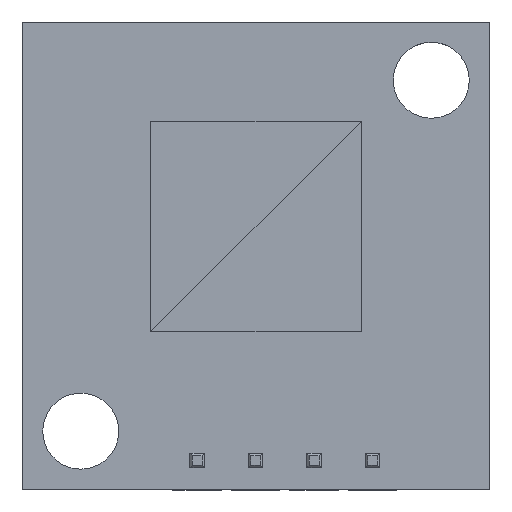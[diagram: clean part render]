
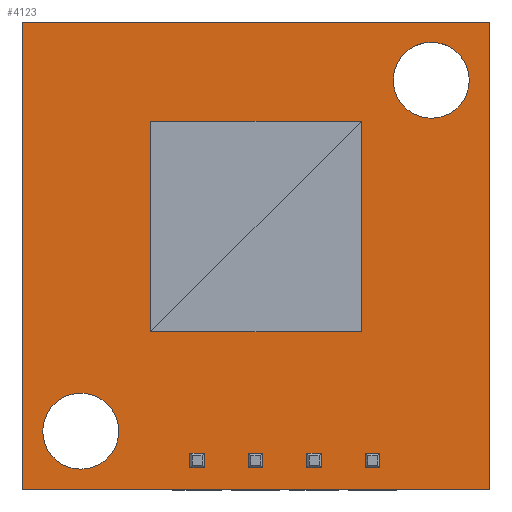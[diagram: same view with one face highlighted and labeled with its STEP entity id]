
A CAD part, top view. The second image highlights one B-rep face of the part: STEP entity #4123.
In plain terms, the highlighted planar face has unit normal (0, 0, 1).
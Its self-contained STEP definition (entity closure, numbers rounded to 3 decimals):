
#47=CIRCLE('',#4442,1.65);
#49=CIRCLE('',#4445,1.651);
#154=FACE_BOUND('',#690,.T.);
#155=FACE_BOUND('',#691,.T.);
#156=FACE_BOUND('',#692,.T.);
#157=FACE_BOUND('',#693,.T.);
#158=FACE_BOUND('',#694,.T.);
#159=FACE_BOUND('',#695,.T.);
#160=FACE_BOUND('',#696,.T.);
#401=FACE_OUTER_BOUND('',#689,.T.);
#689=EDGE_LOOP('',(#2949,#2950,#2951,#2952));
#690=EDGE_LOOP('',(#2953,#2954,#2955,#2956));
#691=EDGE_LOOP('',(#2957,#2958,#2959,#2960));
#692=EDGE_LOOP('',(#2961,#2962,#2963,#2964));
#693=EDGE_LOOP('',(#2965,#2966,#2967,#2968));
#694=EDGE_LOOP('',(#2969));
#695=EDGE_LOOP('',(#2970));
#696=EDGE_LOOP('',(#2971,#2972,#2973,#2974));
#1004=LINE('',#6326,#1439);
#1007=LINE('',#6332,#1442);
#1015=LINE('',#6348,#1450);
#1017=LINE('',#6351,#1452);
#1019=LINE('',#6358,#1454);
#1023=LINE('',#6366,#1458);
#1026=LINE('',#6372,#1461);
#1029=LINE('',#6377,#1464);
#1033=LINE('',#6394,#1468);
#1034=LINE('',#6396,#1469);
#1035=LINE('',#6398,#1470);
#1036=LINE('',#6399,#1471);
#1037=LINE('',#6402,#1472);
#1038=LINE('',#6404,#1473);
#1039=LINE('',#6406,#1474);
#1040=LINE('',#6407,#1475);
#1041=LINE('',#6410,#1476);
#1042=LINE('',#6412,#1477);
#1043=LINE('',#6414,#1478);
#1044=LINE('',#6415,#1479);
#1045=LINE('',#6418,#1480);
#1046=LINE('',#6420,#1481);
#1047=LINE('',#6422,#1482);
#1048=LINE('',#6423,#1483);
#1439=VECTOR('',#4996,9.144);
#1442=VECTOR('',#5001,9.144);
#1450=VECTOR('',#5019,9.144);
#1452=VECTOR('',#5023,9.144);
#1454=VECTOR('',#5031,1.);
#1458=VECTOR('',#5037,1.);
#1461=VECTOR('',#5042,1.);
#1464=VECTOR('',#5047,1.);
#1468=VECTOR('',#5065,10.);
#1469=VECTOR('',#5066,10.);
#1470=VECTOR('',#5067,10.);
#1471=VECTOR('',#5068,10.);
#1472=VECTOR('',#5069,10.);
#1473=VECTOR('',#5070,10.);
#1474=VECTOR('',#5071,10.);
#1475=VECTOR('',#5072,10.);
#1476=VECTOR('',#5073,10.);
#1477=VECTOR('',#5074,10.);
#1478=VECTOR('',#5075,10.);
#1479=VECTOR('',#5076,10.);
#1480=VECTOR('',#5077,10.);
#1481=VECTOR('',#5078,10.);
#1482=VECTOR('',#5079,10.);
#1483=VECTOR('',#5080,10.);
#1856=VERTEX_POINT('',#6321);
#1858=VERTEX_POINT('',#6324);
#1860=VERTEX_POINT('',#6329);
#1863=VERTEX_POINT('',#6346);
#1864=VERTEX_POINT('',#6356);
#1865=VERTEX_POINT('',#6357);
#1868=VERTEX_POINT('',#6365);
#1870=VERTEX_POINT('',#6371);
#1873=VERTEX_POINT('',#6382);
#1875=VERTEX_POINT('',#6388);
#1876=VERTEX_POINT('',#6392);
#1877=VERTEX_POINT('',#6393);
#1878=VERTEX_POINT('',#6395);
#1879=VERTEX_POINT('',#6397);
#1880=VERTEX_POINT('',#6400);
#1881=VERTEX_POINT('',#6401);
#1882=VERTEX_POINT('',#6403);
#1883=VERTEX_POINT('',#6405);
#1884=VERTEX_POINT('',#6408);
#1885=VERTEX_POINT('',#6409);
#1886=VERTEX_POINT('',#6411);
#1887=VERTEX_POINT('',#6413);
#1888=VERTEX_POINT('',#6416);
#1889=VERTEX_POINT('',#6417);
#1890=VERTEX_POINT('',#6419);
#1891=VERTEX_POINT('',#6421);
#2218=EDGE_CURVE('',#1856,#1858,#1004,.T.);
#2221=EDGE_CURVE('',#1860,#1856,#1007,.T.);
#2229=EDGE_CURVE('',#1863,#1858,#1015,.T.);
#2231=EDGE_CURVE('',#1860,#1863,#1017,.T.);
#2233=EDGE_CURVE('',#1864,#1865,#1019,.T.);
#2237=EDGE_CURVE('',#1868,#1864,#1023,.T.);
#2240=EDGE_CURVE('',#1870,#1868,#1026,.T.);
#2243=EDGE_CURVE('',#1865,#1870,#1029,.T.);
#2247=EDGE_CURVE('',#1873,#1873,#47,.T.);
#2250=EDGE_CURVE('',#1875,#1875,#49,.T.);
#2251=EDGE_CURVE('',#1876,#1877,#1033,.T.);
#2252=EDGE_CURVE('',#1877,#1878,#1034,.T.);
#2253=EDGE_CURVE('',#1878,#1879,#1035,.T.);
#2254=EDGE_CURVE('',#1879,#1876,#1036,.T.);
#2255=EDGE_CURVE('',#1880,#1881,#1037,.T.);
#2256=EDGE_CURVE('',#1881,#1882,#1038,.T.);
#2257=EDGE_CURVE('',#1882,#1883,#1039,.T.);
#2258=EDGE_CURVE('',#1883,#1880,#1040,.T.);
#2259=EDGE_CURVE('',#1884,#1885,#1041,.T.);
#2260=EDGE_CURVE('',#1885,#1886,#1042,.T.);
#2261=EDGE_CURVE('',#1886,#1887,#1043,.T.);
#2262=EDGE_CURVE('',#1887,#1884,#1044,.T.);
#2263=EDGE_CURVE('',#1888,#1889,#1045,.T.);
#2264=EDGE_CURVE('',#1889,#1890,#1046,.T.);
#2265=EDGE_CURVE('',#1890,#1891,#1047,.T.);
#2266=EDGE_CURVE('',#1891,#1888,#1048,.T.);
#2949=ORIENTED_EDGE('',*,*,#2233,.T.);
#2950=ORIENTED_EDGE('',*,*,#2243,.T.);
#2951=ORIENTED_EDGE('',*,*,#2240,.T.);
#2952=ORIENTED_EDGE('',*,*,#2237,.T.);
#2953=ORIENTED_EDGE('',*,*,#2251,.T.);
#2954=ORIENTED_EDGE('',*,*,#2252,.T.);
#2955=ORIENTED_EDGE('',*,*,#2253,.T.);
#2956=ORIENTED_EDGE('',*,*,#2254,.T.);
#2957=ORIENTED_EDGE('',*,*,#2255,.T.);
#2958=ORIENTED_EDGE('',*,*,#2256,.T.);
#2959=ORIENTED_EDGE('',*,*,#2257,.T.);
#2960=ORIENTED_EDGE('',*,*,#2258,.T.);
#2961=ORIENTED_EDGE('',*,*,#2259,.T.);
#2962=ORIENTED_EDGE('',*,*,#2260,.T.);
#2963=ORIENTED_EDGE('',*,*,#2261,.T.);
#2964=ORIENTED_EDGE('',*,*,#2262,.T.);
#2965=ORIENTED_EDGE('',*,*,#2263,.T.);
#2966=ORIENTED_EDGE('',*,*,#2264,.T.);
#2967=ORIENTED_EDGE('',*,*,#2265,.T.);
#2968=ORIENTED_EDGE('',*,*,#2266,.T.);
#2969=ORIENTED_EDGE('',*,*,#2250,.T.);
#2970=ORIENTED_EDGE('',*,*,#2247,.T.);
#2971=ORIENTED_EDGE('',*,*,#2231,.F.);
#2972=ORIENTED_EDGE('',*,*,#2221,.T.);
#2973=ORIENTED_EDGE('',*,*,#2218,.T.);
#2974=ORIENTED_EDGE('',*,*,#2229,.F.);
#3967=PLANE('',#4446);
#4123=ADVANCED_FACE('',(#401,#154,#155,#156,#157,#158,#159,#160),#3967,
 .T.);
#4442=AXIS2_PLACEMENT_3D('',#6384,#5054,#5055);
#4445=AXIS2_PLACEMENT_3D('',#6390,#5061,#5062);
#4446=AXIS2_PLACEMENT_3D('',#6391,#5063,#5064);
#4996=DIRECTION('',(0.,1.,0.));
#5001=DIRECTION('',(-1.,0.,0.));
#5019=DIRECTION('',(-1.,0.,0.));
#5023=DIRECTION('',(0.,1.,0.));
#5031=DIRECTION('',(0.,-1.,0.));
#5037=DIRECTION('',(-1.,0.,0.));
#5042=DIRECTION('',(0.,1.,0.));
#5047=DIRECTION('',(1.,0.,0.));
#5054=DIRECTION('center_axis',(0.,0.,-1.));
#5055=DIRECTION('ref_axis',(-1.,0.,0.));
#5061=DIRECTION('center_axis',(0.,0.,-1.));
#5062=DIRECTION('ref_axis',(-1.,0.,0.));
#5063=DIRECTION('center_axis',(0.,0.,1.));
#5064=DIRECTION('ref_axis',(-1.,0.,0.));
#5065=DIRECTION('',(1.,0.,0.));
#5066=DIRECTION('',(0.,-1.,0.));
#5067=DIRECTION('',(-1.,0.,0.));
#5068=DIRECTION('',(0.,1.,0.));
#5069=DIRECTION('',(1.,0.,0.));
#5070=DIRECTION('',(0.,-1.,0.));
#5071=DIRECTION('',(-1.,0.,0.));
#5072=DIRECTION('',(0.,1.,0.));
#5073=DIRECTION('',(1.,0.,0.));
#5074=DIRECTION('',(0.,-1.,0.));
#5075=DIRECTION('',(-1.,0.,0.));
#5076=DIRECTION('',(0.,1.,0.));
#5077=DIRECTION('',(1.,0.,0.));
#5078=DIRECTION('',(0.,-1.,0.));
#5079=DIRECTION('',(-1.,0.,0.));
#5080=DIRECTION('',(0.,1.,0.));
#6321=CARTESIAN_POINT('',(62.803,6.858,34.));
#6324=CARTESIAN_POINT('',(62.803,16.002,34.));
#6326=CARTESIAN_POINT('',(62.803,6.858,34.));
#6329=CARTESIAN_POINT('',(71.947,6.858,34.));
#6332=CARTESIAN_POINT('',(71.947,6.858,34.));
#6346=CARTESIAN_POINT('',(71.947,16.002,34.));
#6348=CARTESIAN_POINT('',(71.947,16.002,34.));
#6351=CARTESIAN_POINT('',(71.947,6.858,34.));
#6356=CARTESIAN_POINT('',(57.215,20.321,34.));
#6357=CARTESIAN_POINT('',(57.215,0.,34.));
#6358=CARTESIAN_POINT('',(57.215,20.321,34.));
#6365=CARTESIAN_POINT('',(77.535,20.321,34.));
#6366=CARTESIAN_POINT('',(77.535,20.321,34.));
#6371=CARTESIAN_POINT('',(77.535,0.,34.));
#6372=CARTESIAN_POINT('',(77.535,0.,34.));
#6377=CARTESIAN_POINT('',(57.215,0.,34.));
#6382=CARTESIAN_POINT('',(76.637,17.792,34.));
#6384=CARTESIAN_POINT('Origin',(74.987,17.792,34.));
#6388=CARTESIAN_POINT('',(61.416,2.55,34.));
#6390=CARTESIAN_POINT('Origin',(59.765,2.55,34.));
#6391=CARTESIAN_POINT('Origin',(67.375,10.16,34.));
#6392=CARTESIAN_POINT('',(64.503,1.586,34.));
#6393=CARTESIAN_POINT('',(65.133,1.586,34.));
#6394=CARTESIAN_POINT('',(66.254,1.586,34.));
#6395=CARTESIAN_POINT('',(65.133,0.956,34.));
#6396=CARTESIAN_POINT('',(65.133,5.558,34.));
#6397=CARTESIAN_POINT('',(64.503,0.956,34.));
#6398=CARTESIAN_POINT('',(66.254,0.956,34.));
#6399=CARTESIAN_POINT('',(64.503,5.558,34.));
#6400=CARTESIAN_POINT('',(67.043,1.586,34.));
#6401=CARTESIAN_POINT('',(67.673,1.586,34.));
#6402=CARTESIAN_POINT('',(67.524,1.586,34.));
#6403=CARTESIAN_POINT('',(67.673,0.956,34.));
#6404=CARTESIAN_POINT('',(67.673,5.558,34.));
#6405=CARTESIAN_POINT('',(67.043,0.956,34.));
#6406=CARTESIAN_POINT('',(67.524,0.956,34.));
#6407=CARTESIAN_POINT('',(67.043,5.558,34.));
#6408=CARTESIAN_POINT('',(69.583,1.586,34.));
#6409=CARTESIAN_POINT('',(70.213,1.586,34.));
#6410=CARTESIAN_POINT('',(68.794,1.586,34.));
#6411=CARTESIAN_POINT('',(70.213,0.956,34.));
#6412=CARTESIAN_POINT('',(70.213,5.558,34.));
#6413=CARTESIAN_POINT('',(69.583,0.956,34.));
#6414=CARTESIAN_POINT('',(68.794,0.956,34.));
#6415=CARTESIAN_POINT('',(69.583,5.558,34.));
#6416=CARTESIAN_POINT('',(72.123,1.586,34.));
#6417=CARTESIAN_POINT('',(72.753,1.586,34.));
#6418=CARTESIAN_POINT('',(70.064,1.586,34.));
#6419=CARTESIAN_POINT('',(72.753,0.956,34.));
#6420=CARTESIAN_POINT('',(72.753,5.558,34.));
#6421=CARTESIAN_POINT('',(72.123,0.956,34.));
#6422=CARTESIAN_POINT('',(70.064,0.956,34.));
#6423=CARTESIAN_POINT('',(72.123,5.558,34.));
